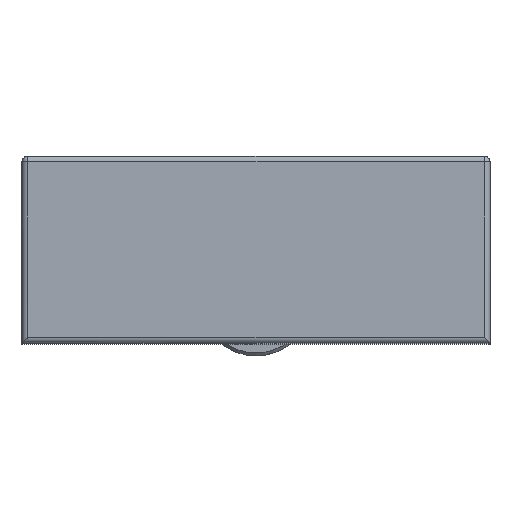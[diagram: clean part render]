
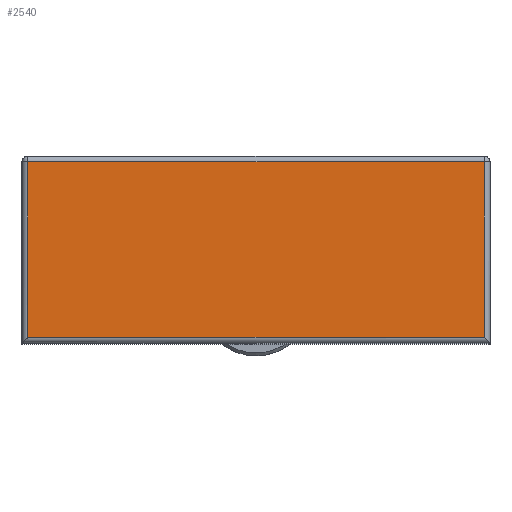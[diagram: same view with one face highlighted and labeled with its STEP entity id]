
A CAD part, top view. The second image highlights one B-rep face of the part: STEP entity #2540.
In plain terms, the highlighted planar face has unit normal (0, 0, 1).
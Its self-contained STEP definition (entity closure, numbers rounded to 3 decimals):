
#2 = VECTOR ( 'NONE', #2267, 1000. ) ;
#18 = LINE ( 'NONE', #2507, #2590 ) ;
#153 = CARTESIAN_POINT ( 'NONE',  ( 38.771, 1.944, 66.557 ) ) ;
#213 = DIRECTION ( 'NONE',  ( 1., 0., 0. ) ) ;
#225 = DIRECTION ( 'NONE',  ( -1., 0., 0. ) ) ;
#238 = EDGE_CURVE ( 'NONE', #744, #478, #2902, .T. ) ;
#348 = DIRECTION ( 'NONE',  ( -1., 0., 0. ) ) ;
#478 = VERTEX_POINT ( 'NONE', #153 ) ;
#736 = CARTESIAN_POINT ( 'NONE',  ( -39.229, 31.944, 66.557 ) ) ;
#744 = VERTEX_POINT ( 'NONE', #2778 ) ;
#864 = EDGE_CURVE ( 'NONE', #1334, #1792, #2048, .T. ) ;
#1067 = ORIENTED_EDGE ( 'NONE', *, *, #864, .T. ) ;
#1139 = CARTESIAN_POINT ( 'NONE',  ( 39.771, 32.944, 66.557 ) ) ;
#1150 = DIRECTION ( 'NONE',  ( 0., 0., -1. ) ) ;
#1211 = EDGE_LOOP ( 'NONE', ( #2849, #1292, #1976, #1067 ) ) ;
#1292 = ORIENTED_EDGE ( 'NONE', *, *, #238, .T. ) ;
#1334 = VERTEX_POINT ( 'NONE', #2203 ) ;
#1630 = EDGE_CURVE ( 'NONE', #478, #1334, #18, .T. ) ;
#1787 = CARTESIAN_POINT ( 'NONE',  ( -39.229, 32.944, 66.557 ) ) ;
#1792 = VERTEX_POINT ( 'NONE', #736 ) ;
#1976 = ORIENTED_EDGE ( 'NONE', *, *, #1630, .T. ) ;
#2047 = DIRECTION ( 'NONE',  ( 0., 1., 0. ) ) ;
#2048 = LINE ( 'NONE', #2162, #2676 ) ;
#2102 = VECTOR ( 'NONE', #213, 1000. ) ;
#2162 = CARTESIAN_POINT ( 'NONE',  ( 39.771, 31.944, 66.557 ) ) ;
#2203 = CARTESIAN_POINT ( 'NONE',  ( 38.771, 31.944, 66.557 ) ) ;
#2260 = LINE ( 'NONE', #1787, #2 ) ;
#2267 = DIRECTION ( 'NONE',  ( 0., -1., 0. ) ) ;
#2302 = PLANE ( 'NONE',  #2350 ) ;
#2350 = AXIS2_PLACEMENT_3D ( 'NONE', #1139, #1150, #225 ) ;
#2352 = EDGE_CURVE ( 'NONE', #1792, #744, #2260, .T. ) ;
#2367 = CARTESIAN_POINT ( 'NONE',  ( 39.771, 1.944, 66.557 ) ) ;
#2507 = CARTESIAN_POINT ( 'NONE',  ( 38.771, 32.944, 66.557 ) ) ;
#2540 = ADVANCED_FACE ( 'NONE', ( #2571 ), #2302, .F. ) ;
#2571 = FACE_OUTER_BOUND ( 'NONE', #1211, .T. ) ;
#2590 = VECTOR ( 'NONE', #2047, 1000. ) ;
#2676 = VECTOR ( 'NONE', #348, 1000. ) ;
#2778 = CARTESIAN_POINT ( 'NONE',  ( -39.229, 1.944, 66.557 ) ) ;
#2849 = ORIENTED_EDGE ( 'NONE', *, *, #2352, .T. ) ;
#2902 = LINE ( 'NONE', #2367, #2102 ) ;
